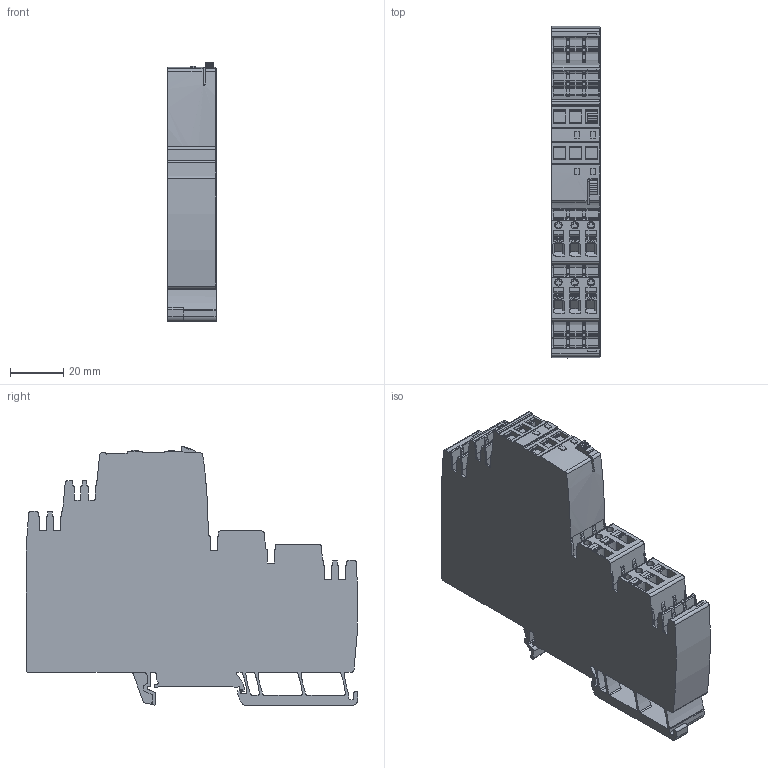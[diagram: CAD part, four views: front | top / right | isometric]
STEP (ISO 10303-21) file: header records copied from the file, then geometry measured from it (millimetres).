
FILE_DESCRIPTION(('CATIA V5 STEP Exchange','CAx-IF Rec.Pracs.--- Model Styling and Organization---1.5--- 2016-08-15','CAx-IF Rec.Pracs.---Supplemental Geometry---1.0---2011-11-01','CAx-IF Rec.Pracs.--- Composite Materials ---1.1---2010-07-15'),'2;1');
FILE_NAME ('8690011_5', '2025-02-21T05:38:54+00:00', ('none'), ('Weidmueller'), 'CATIA Version 5-6 Release 2022 SP4 HF5', 'CATIA V5 STEP AP214 v3', 'none');
FILE_SCHEMA(('AUTOMOTIVE_DESIGN { 1 0 10303 214 1 1 1 1 }'));
Length unit declared in the file: millimetre
Products named in the file (1): S3D_AMG_ELM-XD_CO
Bounding box: 18.3 x 125.07 x 97.53 mm (x, y, z)
Volume: 143054.7 mm3; surface area: 35858.2 mm2
Topology: 1 solids, 1 shells, 1581 faces, 4942 edges, 3406 vertices
Faces by surface type: plane 827, cylinder 562, extrusion 190, bspline 2
Entity records: 55724 total; most frequent: CARTESIAN_POINT 14171, ORIENTED_EDGE 9884, DIRECTION 5754, EDGE_CURVE 4942, VERTEX_POINT 3406, VECTOR 3395, LINE 3205, AXIS2_PLACEMENT_3D 1756
